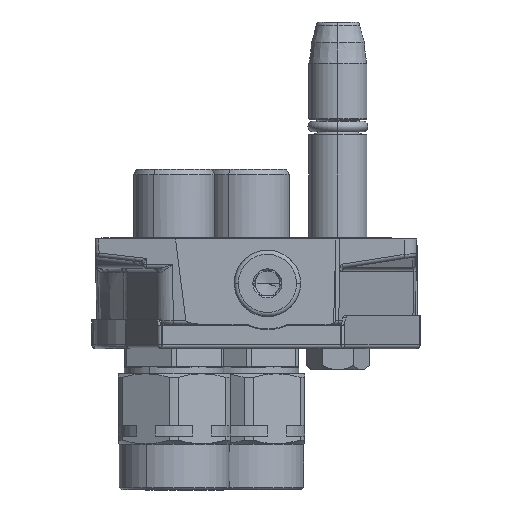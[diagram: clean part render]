
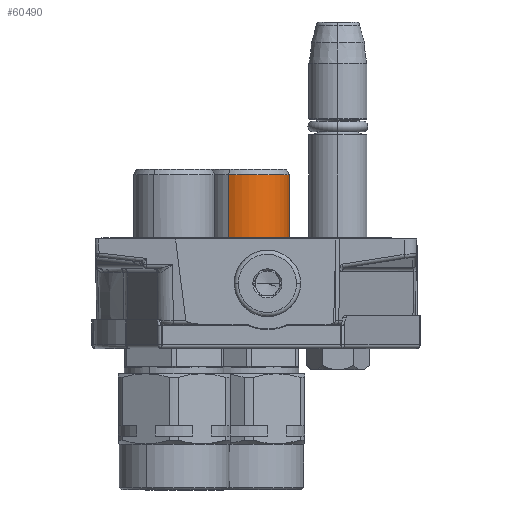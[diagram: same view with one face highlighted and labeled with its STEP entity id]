
A CAD part, front view. The second image highlights one B-rep face of the part: STEP entity #60490.
In plain terms, the highlighted cylindrical face has radius 9.8 mm (diameter 19.6 mm), a partial arc.
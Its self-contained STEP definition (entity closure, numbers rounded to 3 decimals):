
#746 = EDGE_CURVE ( 'NONE', #131937, #37031, #165207, .T. ) ;
#3435 = CARTESIAN_POINT ( 'NONE',  ( -36.465, 0., 0. ) ) ;
#7084 = AXIS2_PLACEMENT_3D ( 'NONE', #3435, #103682, #41780 ) ;
#7560 = EDGE_LOOP ( 'NONE', ( #71490, #45513, #44214, #45609, #55197 ) ) ;
#10027 = AXIS2_PLACEMENT_3D ( 'NONE', #79624, #92554, #123497 ) ;
#13349 = CARTESIAN_POINT ( 'NONE',  ( -17.007, -0.145, -9.799 ) ) ;
#23366 = CIRCLE ( 'NONE', #10027, 9.8 ) ;
#31960 = EDGE_CURVE ( 'NONE', #143918, #37031, #146642, .T. ) ;
#37031 = VERTEX_POINT ( 'NONE', #91914 ) ;
#41780 = DIRECTION ( 'NONE',  ( 0., 0., -1. ) ) ;
#43943 = CARTESIAN_POINT ( 'NONE',  ( -32.2, 0., -9.8 ) ) ;
#44214 = ORIENTED_EDGE ( 'NONE', *, *, #75472, .T. ) ;
#45513 = ORIENTED_EDGE ( 'NONE', *, *, #120333, .T. ) ;
#45609 = ORIENTED_EDGE ( 'NONE', *, *, #71732, .T. ) ;
#48625 = VECTOR ( 'NONE', #81833, 1000. ) ;
#55197 = ORIENTED_EDGE ( 'NONE', *, *, #31960, .T. ) ;
#60490 = ADVANCED_FACE ( 'NONE', ( #92526 ), #114435, .T. ) ;
#66763 = DIRECTION ( 'NONE',  ( 0., 0., -1. ) ) ;
#67303 = DIRECTION ( 'NONE',  ( 1., 0., 0. ) ) ;
#71490 = ORIENTED_EDGE ( 'NONE', *, *, #746, .F. ) ;
#71732 = EDGE_CURVE ( 'NONE', #92033, #143918, #23366, .T. ) ;
#74234 = CIRCLE ( 'NONE', #79054, 9.8 ) ;
#75472 = EDGE_CURVE ( 'NONE', #125136, #92033, #151359, .T. ) ;
#79054 = AXIS2_PLACEMENT_3D ( 'NONE', #93712, #67303, #66763 ) ;
#79624 = CARTESIAN_POINT ( 'NONE',  ( -17.007, 0., 0. ) ) ;
#80532 = VECTOR ( 'NONE', #80664, 1000. ) ;
#80664 = DIRECTION ( 'NONE',  ( 1., 0., 0. ) ) ;
#81208 = CARTESIAN_POINT ( 'NONE',  ( -36.465, 0., 9.8 ) ) ;
#81833 = DIRECTION ( 'NONE',  ( 1., 0., 0. ) ) ;
#82264 = DIRECTION ( 'NONE',  ( 0., -0.015, -1. ) ) ;
#91914 = CARTESIAN_POINT ( 'NONE',  ( -17.007, 0., 9.8 ) ) ;
#92033 = VERTEX_POINT ( 'NONE', #109805 ) ;
#92526 = FACE_OUTER_BOUND ( 'NONE', #7560, .T. ) ;
#92554 = DIRECTION ( 'NONE',  ( -1., 0., 0. ) ) ;
#93712 = CARTESIAN_POINT ( 'NONE',  ( -32.2, 0., 0. ) ) ;
#94194 = CARTESIAN_POINT ( 'NONE',  ( -36.465, 0., -9.8 ) ) ;
#98200 = CARTESIAN_POINT ( 'NONE',  ( -32.2, 0., 9.8 ) ) ;
#103682 = DIRECTION ( 'NONE',  ( 1., 0., 0. ) ) ;
#109164 = DIRECTION ( 'NONE',  ( -1., 0., 0. ) ) ;
#109805 = CARTESIAN_POINT ( 'NONE',  ( -17.007, 0., -9.8 ) ) ;
#114435 = CYLINDRICAL_SURFACE ( 'NONE', #7084, 9.8 ) ;
#120333 = EDGE_CURVE ( 'NONE', #131937, #125136, #74234, .T. ) ;
#123497 = DIRECTION ( 'NONE',  ( 0., -0.015, -1. ) ) ;
#125136 = VERTEX_POINT ( 'NONE', #43943 ) ;
#131937 = VERTEX_POINT ( 'NONE', #98200 ) ;
#143918 = VERTEX_POINT ( 'NONE', #13349 ) ;
#146642 = CIRCLE ( 'NONE', #151374, 9.8 ) ;
#151359 = LINE ( 'NONE', #94194, #48625 ) ;
#151374 = AXIS2_PLACEMENT_3D ( 'NONE', #159392, #109164, #82264 ) ;
#159392 = CARTESIAN_POINT ( 'NONE',  ( -17.007, 0., 0. ) ) ;
#165207 = LINE ( 'NONE', #81208, #80532 ) ;
